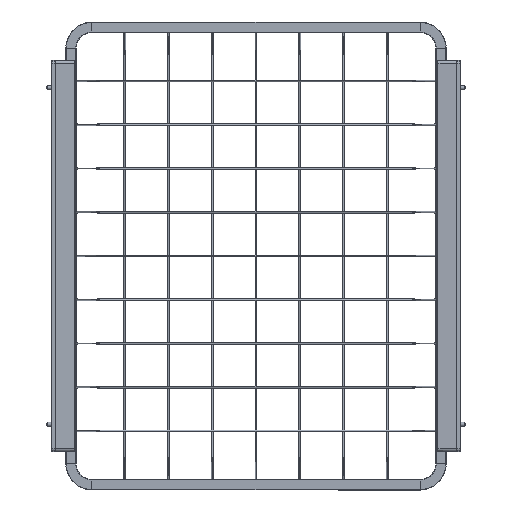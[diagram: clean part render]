
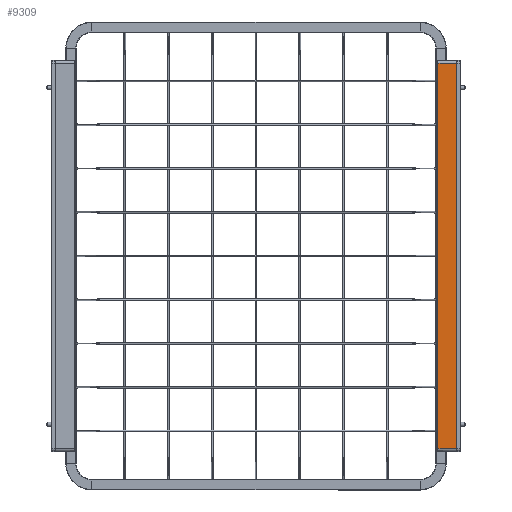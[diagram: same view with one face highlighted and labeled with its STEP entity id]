
A CAD part, front view. The second image highlights one B-rep face of the part: STEP entity #9309.
In plain terms, the highlighted face is planar.
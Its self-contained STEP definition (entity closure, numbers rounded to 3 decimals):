
#106 = LINE ( 'NONE', #13101, #6884 ) ;
#108 = EDGE_LOOP ( 'NONE', ( #4488, #13204, #20093, #661 ) ) ;
#661 = ORIENTED_EDGE ( 'NONE', *, *, #12214, .T. ) ;
#2242 = VECTOR ( 'NONE', #14477, 1000. ) ;
#3708 = DIRECTION ( 'NONE',  ( 0., 0., 1. ) ) ;
#4100 = EDGE_CURVE ( 'NONE', #5637, #12089, #4863, .T. ) ;
#4488 = ORIENTED_EDGE ( 'NONE', *, *, #13957, .T. ) ;
#4683 = VERTEX_POINT ( 'NONE', #16677 ) ;
#4863 = LINE ( 'NONE', #19272, #2242 ) ;
#5637 = VERTEX_POINT ( 'NONE', #12842 ) ;
#5721 = DIRECTION ( 'NONE',  ( 1., 0.017, 0.017 ) ) ;
#6884 = VECTOR ( 'NONE', #12994, 1000. ) ;
#9134 = CARTESIAN_POINT ( 'NONE',  ( 0., -11., 223.5 ) ) ;
#9309 = ADVANCED_FACE ( 'NONE', ( #12702 ), #10697, .T. ) ;
#10147 = LINE ( 'NONE', #13619, #11222 ) ;
#10697 = PLANE ( 'NONE',  #11871 ) ;
#11139 = CARTESIAN_POINT ( 'NONE',  ( 7.745, -10.865, -220.365 ) ) ;
#11222 = VECTOR ( 'NONE', #3708, 1000. ) ;
#11249 = LINE ( 'NONE', #11139, #13713 ) ;
#11272 = EDGE_CURVE ( 'NONE', #4683, #5637, #10147, .T. ) ;
#11871 = AXIS2_PLACEMENT_3D ( 'NONE', #9134, #20373, #18989 ) ;
#12089 = VERTEX_POINT ( 'NONE', #15679 ) ;
#12214 = EDGE_CURVE ( 'NONE', #12089, #17625, #106, .T. ) ;
#12702 = FACE_OUTER_BOUND ( 'NONE', #108, .T. ) ;
#12842 = CARTESIAN_POINT ( 'NONE',  ( 21.509, -10.625, 220.125 ) ) ;
#12994 = DIRECTION ( 'NONE',  ( 0., 0., -1. ) ) ;
#13101 = CARTESIAN_POINT ( 'NONE',  ( 0., -11., 223.5 ) ) ;
#13204 = ORIENTED_EDGE ( 'NONE', *, *, #11272, .T. ) ;
#13619 = CARTESIAN_POINT ( 'NONE',  ( 21.509, -10.625, 220.116 ) ) ;
#13713 = VECTOR ( 'NONE', #5721, 1000. ) ;
#13957 = EDGE_CURVE ( 'NONE', #17625, #4683, #11249, .T. ) ;
#14477 = DIRECTION ( 'NONE',  ( -1., -0.017, 0.017 ) ) ;
#15679 = CARTESIAN_POINT ( 'NONE',  ( 0., -11., 220.5 ) ) ;
#16277 = CARTESIAN_POINT ( 'NONE',  ( 0., -11., -220.5 ) ) ;
#16677 = CARTESIAN_POINT ( 'NONE',  ( 21.509, -10.625, -220.125 ) ) ;
#17625 = VERTEX_POINT ( 'NONE', #16277 ) ;
#18989 = DIRECTION ( 'NONE',  ( 1., 0.017, 0. ) ) ;
#19272 = CARTESIAN_POINT ( 'NONE',  ( -0.052, -11.001, 220.501 ) ) ;
#20093 = ORIENTED_EDGE ( 'NONE', *, *, #4100, .T. ) ;
#20373 = DIRECTION ( 'NONE',  ( 0.017, -1., 0. ) ) ;
